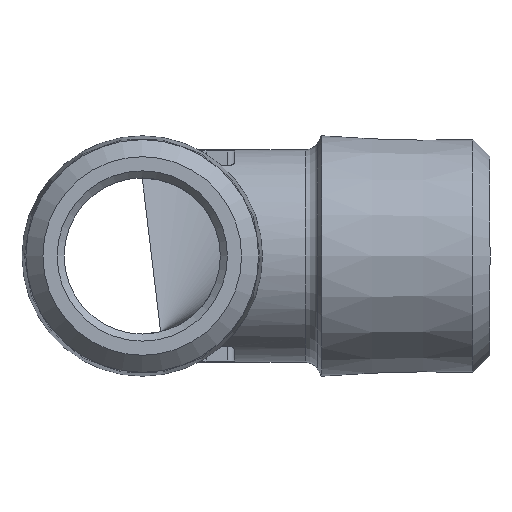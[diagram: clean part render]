
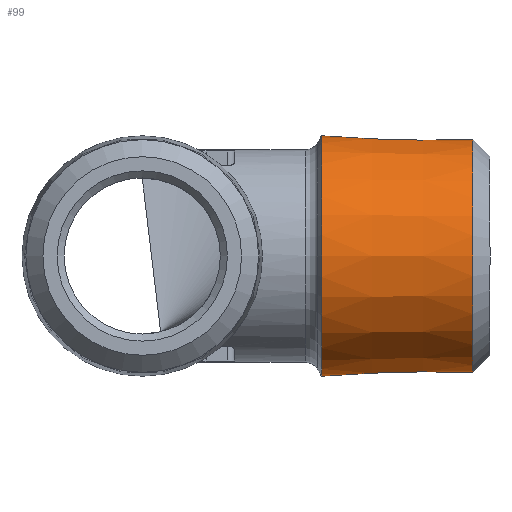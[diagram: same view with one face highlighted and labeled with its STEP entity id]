
A CAD part, left-side view. The second image highlights one B-rep face of the part: STEP entity #99.
In plain terms, the highlighted conical face has half-angle 1.47 degrees and reference radius 8.5 mm.
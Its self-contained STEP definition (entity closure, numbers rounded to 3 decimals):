
#99 = ADVANCED_FACE( 'NONE', ( #242, #243 ), #244, .T. );
#242 = FACE_OUTER_BOUND( '', #578, .T. );
#243 = FACE_BOUND( '', #579, .T. );
#244 = CONICAL_SURFACE( '', #580, 8.5, 0.026 );
#578 = EDGE_LOOP( '', ( #1273 ) );
#579 = EDGE_LOOP( '', ( #1274 ) );
#580 = AXIS2_PLACEMENT_3D( '', #1275, #1276, #1277 );
#1273 = ORIENTED_EDGE( '', *, *, #1989, .F. );
#1274 = ORIENTED_EDGE( '', *, *, #1980, .F. );
#1275 = CARTESIAN_POINT( '', ( 0., -11.5, 0. ) );
#1276 = DIRECTION( '', ( 0., 1., 0. ) );
#1277 = DIRECTION( '', ( -1., 0., 0. ) );
#1980 = EDGE_CURVE( 'NONE', #2300, #2300, #2301, .T. );
#1989 = EDGE_CURVE( 'NONE', #2315, #2315, #2316, .T. );
#2300 = VERTEX_POINT( '', #2931 );
#2301 = CIRCLE( '', #2932, 8.198 );
#2315 = VERTEX_POINT( '', #2961 );
#2316 = CIRCLE( '', #2962, 8.471 );
#2931 = CARTESIAN_POINT( '', ( 8.198, -23.3, 0. ) );
#2932 = AXIS2_PLACEMENT_3D( '', #3573, #3574, #3575 );
#2961 = CARTESIAN_POINT( '', ( -8.471, -12.638, 0. ) );
#2962 = AXIS2_PLACEMENT_3D( '', #3589, #3590, #3591 );
#3573 = CARTESIAN_POINT( '', ( 0., -23.3, 0. ) );
#3574 = DIRECTION( '', ( 0., -1., 0. ) );
#3575 = DIRECTION( '', ( 1., 0., 0. ) );
#3589 = CARTESIAN_POINT( '', ( 0., -12.638, 0. ) );
#3590 = DIRECTION( '', ( 0., 1., 0. ) );
#3591 = DIRECTION( '', ( -1., 0., 0. ) );
